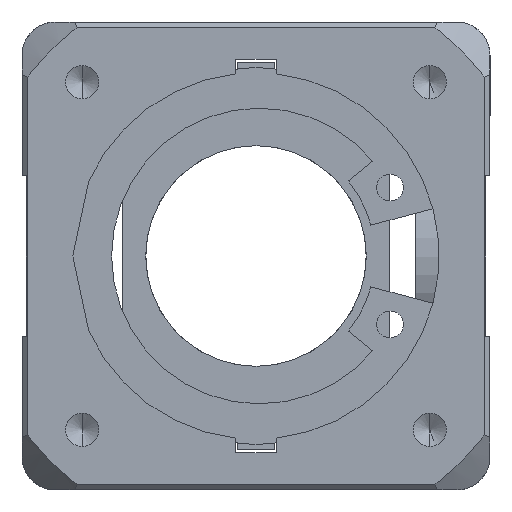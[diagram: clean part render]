
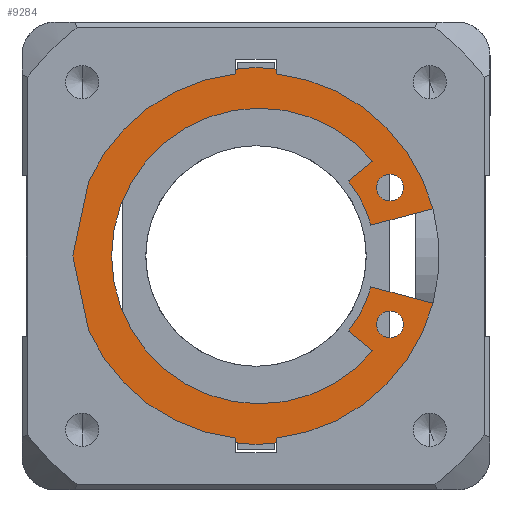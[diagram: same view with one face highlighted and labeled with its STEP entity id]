
A CAD part, left-side view. The second image highlights one B-rep face of the part: STEP entity #9284.
In plain terms, the highlighted planar face has unit normal (-1, 0, 0).
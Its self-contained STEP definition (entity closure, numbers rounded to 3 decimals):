
#31 = CARTESIAN_POINT ( 'NONE',  ( -26.65, -8.729, 7.097 ) ) ;
#170 = VERTEX_POINT ( 'NONE', #8474 ) ;
#233 = EDGE_CURVE ( 'NONE', #8325, #4652, #6030, .T. ) ;
#304 = ORIENTED_EDGE ( 'NONE', *, *, #3541, .F. ) ;
#361 = CARTESIAN_POINT ( 'NONE',  ( -26.65, -0.254, 0. ) ) ;
#395 = EDGE_CURVE ( 'NONE', #4343, #2533, #1811, .T. ) ;
#807 = ORIENTED_EDGE ( 'NONE', *, *, #4839, .F. ) ;
#929 = LINE ( 'NONE', #6481, #9682 ) ;
#1230 = EDGE_CURVE ( 'NONE', #11669, #10494, #1558, .T. ) ;
#1303 = DIRECTION ( 'NONE',  ( 0., 0., 1. ) ) ;
#1508 = FACE_OUTER_BOUND ( 'NONE', #10716, .T. ) ;
#1558 = CIRCLE ( 'NONE', #11087, 8.9 ) ;
#1654 = AXIS2_PLACEMENT_3D ( 'NONE', #3576, #4576, #10152 ) ;
#1713 = DIRECTION ( 'NONE',  ( 1., 0., 0. ) ) ;
#1729 = CARTESIAN_POINT ( 'NONE',  ( -26.65, -10.019, 6.117 ) ) ;
#1782 = CARTESIAN_POINT ( 'NONE',  ( -26.65, 0., 0. ) ) ;
#1808 = ORIENTED_EDGE ( 'NONE', *, *, #10175, .T. ) ;
#1811 = CIRCLE ( 'NONE', #7982, 11.054 ) ;
#2017 = CARTESIAN_POINT ( 'NONE',  ( -26.65, 0., 0. ) ) ;
#2020 = VERTEX_POINT ( 'NONE', #11760 ) ;
#2037 = CARTESIAN_POINT ( 'NONE',  ( -26.65, -13.62, 3.649 ) ) ;
#2447 = FACE_BOUND ( 'NONE', #6507, .T. ) ;
#2484 = CIRCLE ( 'NONE', #10615, 1. ) ;
#2533 = VERTEX_POINT ( 'NONE', #2702 ) ;
#2702 = CARTESIAN_POINT ( 'NONE',  ( -26.65, -0.254, -11.054 ) ) ;
#2719 = CIRCLE ( 'NONE', #3305, 14.1 ) ;
#2728 = CARTESIAN_POINT ( 'NONE',  ( -26.65, 0., 0. ) ) ;
#2791 = CARTESIAN_POINT ( 'NONE',  ( -26.65, -8.729, -7.097 ) ) ;
#2919 = VERTEX_POINT ( 'NONE', #9538 ) ;
#3213 = CARTESIAN_POINT ( 'NONE',  ( -26.65, -6.905, -5.615 ) ) ;
#3305 = AXIS2_PLACEMENT_3D ( 'NONE', #6687, #4778, #9373 ) ;
#3395 = CARTESIAN_POINT ( 'NONE',  ( -26.65, -0.254, 0. ) ) ;
#3413 = CARTESIAN_POINT ( 'NONE',  ( -26.65, -8.597, 2.303 ) ) ;
#3463 = EDGE_LOOP ( 'NONE', ( #9338, #4971 ) ) ;
#3516 = AXIS2_PLACEMENT_3D ( 'NONE', #11857, #8835, #7132 ) ;
#3541 = EDGE_CURVE ( 'NONE', #2020, #10031, #2484, .T. ) ;
#3550 = AXIS2_PLACEMENT_3D ( 'NONE', #2017, #6616, #10578 ) ;
#3576 = CARTESIAN_POINT ( 'NONE',  ( -26.65, -10.019, 5.117 ) ) ;
#3832 = VERTEX_POINT ( 'NONE', #4099 ) ;
#3906 = EDGE_CURVE ( 'NONE', #170, #11669, #6029, .T. ) ;
#4035 = CARTESIAN_POINT ( 'NONE',  ( -26.65, -10.019, -6.117 ) ) ;
#4039 = DIRECTION ( 'NONE',  ( 1., 0., 0. ) ) ;
#4099 = CARTESIAN_POINT ( 'NONE',  ( -26.65, -10.019, -4.117 ) ) ;
#4268 = AXIS2_PLACEMENT_3D ( 'NONE', #5159, #11793, #9808 ) ;
#4317 = DIRECTION ( 'NONE',  ( 1., 0., 0. ) ) ;
#4343 = VERTEX_POINT ( 'NONE', #2791 ) ;
#4392 = CARTESIAN_POINT ( 'NONE',  ( -26.65, -0.254, 11.054 ) ) ;
#4576 = DIRECTION ( 'NONE',  ( -1., 0., 0. ) ) ;
#4652 = VERTEX_POINT ( 'NONE', #31 ) ;
#4654 = DIRECTION ( 'NONE',  ( 1., 0., 0. ) ) ;
#4708 = CARTESIAN_POINT ( 'NONE',  ( -26.65, -6.905, 5.615 ) ) ;
#4771 = DIRECTION ( 'NONE',  ( -1., 0., 0. ) ) ;
#4772 = ORIENTED_EDGE ( 'NONE', *, *, #10352, .T. ) ;
#4778 = DIRECTION ( 'NONE',  ( -1., 0., 0. ) ) ;
#4839 = EDGE_CURVE ( 'NONE', #10031, #2020, #8023, .T. ) ;
#4929 = ORIENTED_EDGE ( 'NONE', *, *, #11814, .T. ) ;
#4971 = ORIENTED_EDGE ( 'NONE', *, *, #5663, .F. ) ;
#4989 = CIRCLE ( 'NONE', #10516, 14.1 ) ;
#5129 = CARTESIAN_POINT ( 'NONE',  ( -26.65, -8.597, -2.303 ) ) ;
#5158 = CARTESIAN_POINT ( 'NONE',  ( -26.65, -0.254, 0. ) ) ;
#5159 = CARTESIAN_POINT ( 'NONE',  ( -26.65, -10.019, -5.117 ) ) ;
#5204 = CARTESIAN_POINT ( 'NONE',  ( -26.65, -6.905, -5.615 ) ) ;
#5374 = AXIS2_PLACEMENT_3D ( 'NONE', #5158, #6017, #6893 ) ;
#5379 = ORIENTED_EDGE ( 'NONE', *, *, #1230, .T. ) ;
#5464 = DIRECTION ( 'NONE',  ( -1., 0., 0. ) ) ;
#5474 = CARTESIAN_POINT ( 'NONE',  ( -26.65, -6.905, 5.615 ) ) ;
#5663 = EDGE_CURVE ( 'NONE', #3832, #9777, #8048, .T. ) ;
#5852 = ORIENTED_EDGE ( 'NONE', *, *, #6968, .T. ) ;
#6017 = DIRECTION ( 'NONE',  ( 1., 0., 0. ) ) ;
#6029 = LINE ( 'NONE', #11691, #11478 ) ;
#6030 = CIRCLE ( 'NONE', #12177, 11.054 ) ;
#6475 = AXIS2_PLACEMENT_3D ( 'NONE', #8389, #1713, #12158 ) ;
#6481 = CARTESIAN_POINT ( 'NONE',  ( -26.65, -8.597, 2.303 ) ) ;
#6491 = EDGE_CURVE ( 'NONE', #9777, #3832, #7694, .T. ) ;
#6507 = EDGE_LOOP ( 'NONE', ( #304, #807 ) ) ;
#6616 = DIRECTION ( 'NONE',  ( -1., 0., 0. ) ) ;
#6687 = CARTESIAN_POINT ( 'NONE',  ( -26.65, 0., 0. ) ) ;
#6689 = LINE ( 'NONE', #4708, #7705 ) ;
#6713 = EDGE_CURVE ( 'NONE', #10494, #4343, #11732, .T. ) ;
#6893 = DIRECTION ( 'NONE',  ( 0., 0., 1. ) ) ;
#6968 = EDGE_CURVE ( 'NONE', #4652, #7568, #6689, .T. ) ;
#6979 = DIRECTION ( 'NONE',  ( -1., 0., 0. ) ) ;
#6995 = DIRECTION ( 'NONE',  ( 0., -0.776, -0.631 ) ) ;
#7055 = CIRCLE ( 'NONE', #6475, 8.9 ) ;
#7057 = ORIENTED_EDGE ( 'NONE', *, *, #395, .T. ) ;
#7111 = VERTEX_POINT ( 'NONE', #9347 ) ;
#7116 = AXIS2_PLACEMENT_3D ( 'NONE', #11394, #4771, #7544 ) ;
#7132 = DIRECTION ( 'NONE',  ( 0., 0., 1. ) ) ;
#7175 = DIRECTION ( 'NONE',  ( 0., 0., 1. ) ) ;
#7308 = CIRCLE ( 'NONE', #3550, 14.1 ) ;
#7544 = DIRECTION ( 'NONE',  ( 0., 0., 1. ) ) ;
#7568 = VERTEX_POINT ( 'NONE', #5474 ) ;
#7694 = CIRCLE ( 'NONE', #3516, 1. ) ;
#7705 = VECTOR ( 'NONE', #12216, 1000. ) ;
#7966 = DIRECTION ( 'NONE',  ( 0., 0.966, 0.259 ) ) ;
#7982 = AXIS2_PLACEMENT_3D ( 'NONE', #3395, #4317, #7175 ) ;
#8023 = CIRCLE ( 'NONE', #1654, 1. ) ;
#8048 = CIRCLE ( 'NONE', #4268, 1. ) ;
#8325 = VERTEX_POINT ( 'NONE', #4392 ) ;
#8389 = CARTESIAN_POINT ( 'NONE',  ( -26.65, 0., 0. ) ) ;
#8474 = CARTESIAN_POINT ( 'NONE',  ( -26.65, -13.62, -3.649 ) ) ;
#8764 = VERTEX_POINT ( 'NONE', #2037 ) ;
#8835 = DIRECTION ( 'NONE',  ( -1., 0., 0. ) ) ;
#9113 = ORIENTED_EDGE ( 'NONE', *, *, #3906, .T. ) ;
#9121 = PLANE ( 'NONE',  #7116 ) ;
#9189 = ORIENTED_EDGE ( 'NONE', *, *, #11204, .T. ) ;
#9191 = EDGE_CURVE ( 'NONE', #2919, #170, #7308, .T. ) ;
#9255 = ORIENTED_EDGE ( 'NONE', *, *, #6713, .T. ) ;
#9257 = DIRECTION ( 'NONE',  ( 0., 0., 1. ) ) ;
#9284 = ADVANCED_FACE ( 'NONE', ( #10270, #1508, #2447 ), #9121, .T. ) ;
#9324 = DIRECTION ( 'NONE',  ( 0., 0., 1. ) ) ;
#9338 = ORIENTED_EDGE ( 'NONE', *, *, #6491, .F. ) ;
#9347 = CARTESIAN_POINT ( 'NONE',  ( -26.65, 0., 14.1 ) ) ;
#9373 = DIRECTION ( 'NONE',  ( 0., 0., 1. ) ) ;
#9538 = CARTESIAN_POINT ( 'NONE',  ( -26.65, 0., -14.1 ) ) ;
#9682 = VECTOR ( 'NONE', #10262, 1000. ) ;
#9777 = VERTEX_POINT ( 'NONE', #4035 ) ;
#9808 = DIRECTION ( 'NONE',  ( 0., 0., 1. ) ) ;
#9832 = CARTESIAN_POINT ( 'NONE',  ( -26.65, -10.019, 5.117 ) ) ;
#9941 = ORIENTED_EDGE ( 'NONE', *, *, #11509, .T. ) ;
#10031 = VERTEX_POINT ( 'NONE', #1729 ) ;
#10084 = VECTOR ( 'NONE', #6995, 1000. ) ;
#10152 = DIRECTION ( 'NONE',  ( 0., 0., 1. ) ) ;
#10175 = EDGE_CURVE ( 'NONE', #2533, #8325, #10711, .T. ) ;
#10262 = DIRECTION ( 'NONE',  ( 0., -0.966, 0.259 ) ) ;
#10270 = FACE_BOUND ( 'NONE', #3463, .T. ) ;
#10299 = ORIENTED_EDGE ( 'NONE', *, *, #233, .T. ) ;
#10352 = EDGE_CURVE ( 'NONE', #7111, #2919, #4989, .T. ) ;
#10494 = VERTEX_POINT ( 'NONE', #5204 ) ;
#10516 = AXIS2_PLACEMENT_3D ( 'NONE', #1782, #5464, #9257 ) ;
#10578 = DIRECTION ( 'NONE',  ( 0., 0., 1. ) ) ;
#10615 = AXIS2_PLACEMENT_3D ( 'NONE', #9832, #6979, #1303 ) ;
#10711 = CIRCLE ( 'NONE', #5374, 11.054 ) ;
#10716 = EDGE_LOOP ( 'NONE', ( #5379, #9255, #7057, #1808, #10299, #5852, #9189, #4929, #9941, #4772, #11154, #9113 ) ) ;
#11087 = AXIS2_PLACEMENT_3D ( 'NONE', #2728, #4654, #9324 ) ;
#11154 = ORIENTED_EDGE ( 'NONE', *, *, #9191, .T. ) ;
#11204 = EDGE_CURVE ( 'NONE', #7568, #12274, #7055, .T. ) ;
#11394 = CARTESIAN_POINT ( 'NONE',  ( -26.65, 0., 0. ) ) ;
#11478 = VECTOR ( 'NONE', #7966, 1000. ) ;
#11509 = EDGE_CURVE ( 'NONE', #8764, #7111, #2719, .T. ) ;
#11669 = VERTEX_POINT ( 'NONE', #5129 ) ;
#11691 = CARTESIAN_POINT ( 'NONE',  ( -26.65, -8.597, -2.303 ) ) ;
#11732 = LINE ( 'NONE', #3213, #10084 ) ;
#11760 = CARTESIAN_POINT ( 'NONE',  ( -26.65, -10.019, 4.117 ) ) ;
#11793 = DIRECTION ( 'NONE',  ( -1., 0., 0. ) ) ;
#11811 = DIRECTION ( 'NONE',  ( 0., 0., 1. ) ) ;
#11814 = EDGE_CURVE ( 'NONE', #12274, #8764, #929, .T. ) ;
#11857 = CARTESIAN_POINT ( 'NONE',  ( -26.65, -10.019, -5.117 ) ) ;
#12158 = DIRECTION ( 'NONE',  ( 0., 0., 1. ) ) ;
#12177 = AXIS2_PLACEMENT_3D ( 'NONE', #361, #4039, #11811 ) ;
#12216 = DIRECTION ( 'NONE',  ( 0., 0.776, -0.631 ) ) ;
#12274 = VERTEX_POINT ( 'NONE', #3413 ) ;
